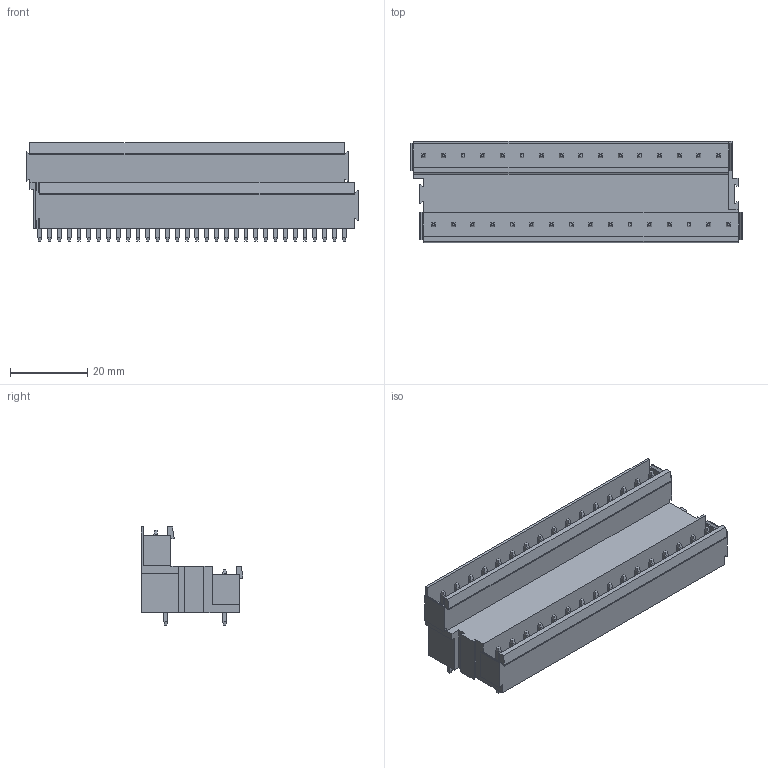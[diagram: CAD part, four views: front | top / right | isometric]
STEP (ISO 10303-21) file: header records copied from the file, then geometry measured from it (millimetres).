
FILE_DESCRIPTION(('CATIA V5 STEP Exchange','CAx-IF Rec.Pracs.--- Model Styling and Organization---1.2---2011-12-15'),'2;1');
FILE_NAME ('D1455008_0_1726880000_1726880000.stp','2018-11-10T05:15:18+00:00',('none'),('Weidmueller'),'CATIA Version 5-6 Release 2014','CATIA V5 STEP AP214','none');
FILE_SCHEMA(('AUTOMOTIVE_DESIGN { 1 0 10303 214 1 1 1 1 }'));
Length unit declared in the file: millimetre
Products named in the file (1): 1726880000
Bounding box: 85.82 x 26.28 x 25.36 mm (x, y, z)
Volume: 23593.5 mm3; surface area: 15436.4 mm2
Topology: 33 solids, 33 shells, 919 faces, 2295 edges, 1442 vertices
Faces by surface type: plane 791, cylinder 128
Entity records: 23742 total; most frequent: ORIENTED_EDGE 4590, CARTESIAN_POINT 4349, DIRECTION 2749, EDGE_CURVE 2295, VECTOR 1783, LINE 1783, VERTEX_POINT 1442, EDGE_LOOP 983
